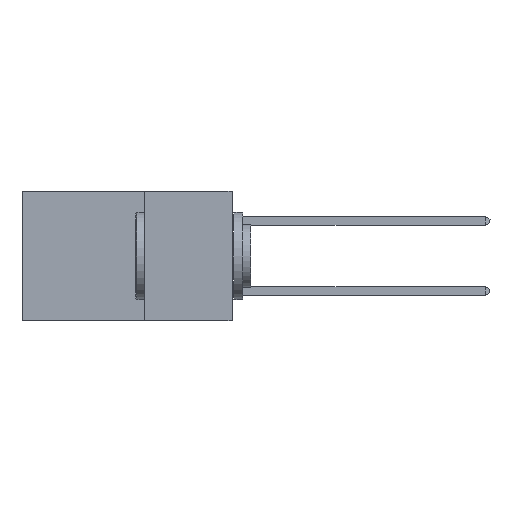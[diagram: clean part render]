
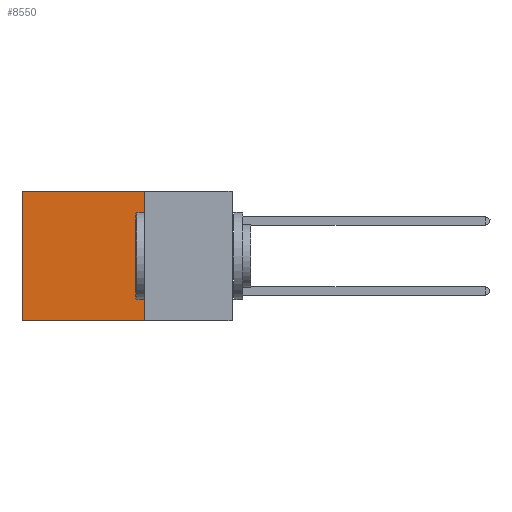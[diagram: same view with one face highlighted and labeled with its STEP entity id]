
A CAD part, left-side view. The second image highlights one B-rep face of the part: STEP entity #8550.
In plain terms, the highlighted planar face has unit normal (-1, 0, 0).
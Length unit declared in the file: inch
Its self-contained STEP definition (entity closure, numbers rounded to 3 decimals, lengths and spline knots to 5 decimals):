
#3358 = VECTOR ( 'NONE', #11579, 39.37008 ) ;
#5112 = ORIENTED_EDGE ( 'NONE', *, *, #44106, .T. ) ;
#5484 = EDGE_CURVE ( 'NONE', #41668, #12150, #7999, .T. ) ;
#5696 = EDGE_CURVE ( 'NONE', #23181, #12150, #6248, .T. ) ;
#6137 = VECTOR ( 'NONE', #36481, 39.37008 ) ;
#6248 = LINE ( 'NONE', #23295, #41626 ) ;
#7999 = LINE ( 'NONE', #32873, #3358 ) ;
#8464 = ORIENTED_EDGE ( 'NONE', *, *, #5484, .T. ) ;
#8550 = ADVANCED_FACE ( 'NONE', ( #38394 ), #26920, .F. ) ;
#9125 = DIRECTION ( 'NONE',  ( 1., 0., 0. ) ) ;
#11579 = DIRECTION ( 'NONE',  ( 0., 0., -1. ) ) ;
#12150 = VERTEX_POINT ( 'NONE', #18792 ) ;
#13496 = VERTEX_POINT ( 'NONE', #24010 ) ;
#15570 = VECTOR ( 'NONE', #41194, 39.37008 ) ;
#15786 = LINE ( 'NONE', #43173, #6137 ) ;
#16326 = CARTESIAN_POINT ( 'NONE',  ( 0.2875, 0.25, -0.37 ) ) ;
#18792 = CARTESIAN_POINT ( 'NONE',  ( 0.2875, 0.6, -0.37 ) ) ;
#21904 = EDGE_CURVE ( 'NONE', #13496, #23181, #34365, .T. ) ;
#21949 = EDGE_LOOP ( 'NONE', ( #8464, #33855, #24016, #5112 ) ) ;
#22271 = CARTESIAN_POINT ( 'NONE',  ( 0.2875, 0.6, 0. ) ) ;
#23181 = VERTEX_POINT ( 'NONE', #16326 ) ;
#23295 = CARTESIAN_POINT ( 'NONE',  ( 0.2875, 0.25, -0.37 ) ) ;
#24010 = CARTESIAN_POINT ( 'NONE',  ( 0.2875, 0.25, 0. ) ) ;
#24016 = ORIENTED_EDGE ( 'NONE', *, *, #21904, .F. ) ;
#26819 = DIRECTION ( 'NONE',  ( 0., 1., 0. ) ) ;
#26920 = PLANE ( 'NONE',  #27945 ) ;
#27244 = CARTESIAN_POINT ( 'NONE',  ( 0.2875, 0.25, 0. ) ) ;
#27945 = AXIS2_PLACEMENT_3D ( 'NONE', #30455, #9125, #34026 ) ;
#30455 = CARTESIAN_POINT ( 'NONE',  ( 0.2875, 0.25, 0. ) ) ;
#32873 = CARTESIAN_POINT ( 'NONE',  ( 0.2875, 0.6, 0. ) ) ;
#33855 = ORIENTED_EDGE ( 'NONE', *, *, #5696, .F. ) ;
#34026 = DIRECTION ( 'NONE',  ( 0., 0., -1. ) ) ;
#34365 = LINE ( 'NONE', #27244, #15570 ) ;
#36481 = DIRECTION ( 'NONE',  ( 0., 1., 0. ) ) ;
#38394 = FACE_OUTER_BOUND ( 'NONE', #21949, .T. ) ;
#41194 = DIRECTION ( 'NONE',  ( 0., 0., -1. ) ) ;
#41626 = VECTOR ( 'NONE', #26819, 39.37008 ) ;
#41668 = VERTEX_POINT ( 'NONE', #22271 ) ;
#43173 = CARTESIAN_POINT ( 'NONE',  ( 0.2875, 0.25, 0. ) ) ;
#44106 = EDGE_CURVE ( 'NONE', #13496, #41668, #15786, .T. ) ;
